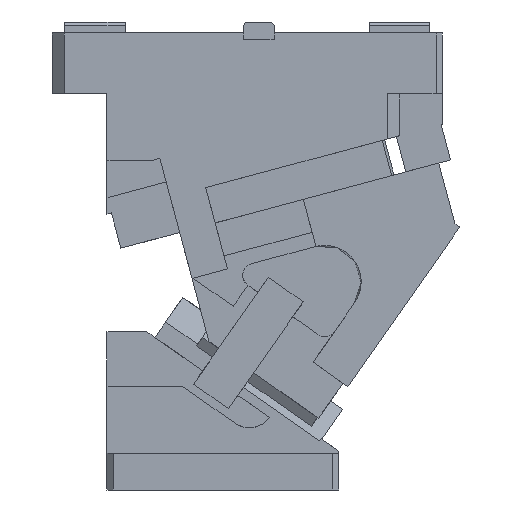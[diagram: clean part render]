
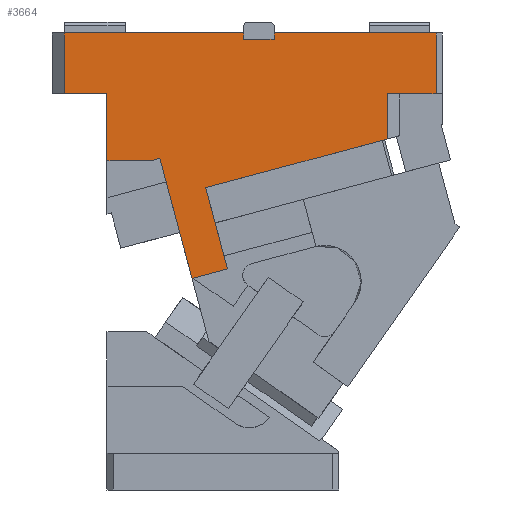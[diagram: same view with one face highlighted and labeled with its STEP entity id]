
A CAD part, front view. The second image highlights one B-rep face of the part: STEP entity #3664.
In plain terms, the highlighted planar face has unit normal (0, -1, 0).
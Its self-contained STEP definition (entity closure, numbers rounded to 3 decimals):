
#2861=CARTESIAN_POINT('Vertex',(0.,-150.,325.)) ;
#2866=CARTESIAN_POINT('Line Origine',(-17.5,-150.,325.)) ;
#2870=CARTESIAN_POINT('Vertex',(-35.,-150.,325.)) ;
#3203=CARTESIAN_POINT('Vertex',(-35.,-150.,375.)) ;
#3206=CARTESIAN_POINT('Line Origine',(38.536,-150.,375.)) ;
#3210=CARTESIAN_POINT('Vertex',(112.072,-150.,375.)) ;
#3493=CARTESIAN_POINT('Vertex',(0.,-150.,270.)) ;
#3496=CARTESIAN_POINT('Line Origine',(0.,-150.,297.5)) ;
#3546=CARTESIAN_POINT('Axis2P3D Location',(80.555,-150.,256.654)) ;
#3551=CARTESIAN_POINT('Line Origine',(124.572,-150.,370.)) ;
#3555=CARTESIAN_POINT('Vertex',(112.072,-150.,370.)) ;
#3557=CARTESIAN_POINT('Vertex',(137.072,-150.,370.)) ;
#3560=CARTESIAN_POINT('Line Origine',(112.072,-150.,372.5)) ;
#3565=CARTESIAN_POINT('Line Origine',(-35.,-150.,350.)) ;
#3570=CARTESIAN_POINT('Line Origine',(17.65,-150.,270.)) ;
#3574=CARTESIAN_POINT('Vertex',(35.301,-150.,270.)) ;
#3577=CARTESIAN_POINT('Line Origine',(39.346,-150.,271.084)) ;
#3581=CARTESIAN_POINT('Vertex',(43.391,-150.,272.168)) ;
#3584=CARTESIAN_POINT('Line Origine',(56.591,-150.,222.906)) ;
#3588=CARTESIAN_POINT('Vertex',(69.79,-150.,173.643)) ;
#3591=CARTESIAN_POINT('Line Origine',(84.279,-150.,177.526)) ;
#3595=CARTESIAN_POINT('Vertex',(98.768,-150.,181.408)) ;
#3598=CARTESIAN_POINT('Line Origine',(89.839,-150.,214.732)) ;
#3602=CARTESIAN_POINT('Vertex',(80.91,-150.,248.057)) ;
#3605=CARTESIAN_POINT('Line Origine',(155.455,-150.,268.031)) ;
#3609=CARTESIAN_POINT('Vertex',(230.,-150.,288.005)) ;
#3612=CARTESIAN_POINT('Line Origine',(230.,-150.,306.503)) ;
#3616=CARTESIAN_POINT('Vertex',(230.,-150.,325.)) ;
#3619=CARTESIAN_POINT('Line Origine',(250.,-150.,325.)) ;
#3623=CARTESIAN_POINT('Vertex',(270.,-150.,325.)) ;
#3626=CARTESIAN_POINT('Line Origine',(270.,-150.,350.)) ;
#3630=CARTESIAN_POINT('Vertex',(270.,-150.,375.)) ;
#3633=CARTESIAN_POINT('Line Origine',(203.536,-150.,375.)) ;
#3637=CARTESIAN_POINT('Vertex',(137.072,-150.,375.)) ;
#3640=CARTESIAN_POINT('Line Origine',(137.072,-150.,372.5)) ;
#2867=DIRECTION('Vector Direction',(1.,0.,0.)) ;
#3207=DIRECTION('Vector Direction',(1.,0.,0.)) ;
#3497=DIRECTION('Vector Direction',(0.,0.,-1.)) ;
#3547=DIRECTION('Axis2P3D Direction',(-0.,-1.,0.)) ;
#3548=DIRECTION('Axis2P3D XDirection',(-0.966,0.,0.259)) ;
#3552=DIRECTION('Vector Direction',(1.,0.,0.)) ;
#3561=DIRECTION('Vector Direction',(0.,0.,-1.)) ;
#3566=DIRECTION('Vector Direction',(0.,0.,1.)) ;
#3571=DIRECTION('Vector Direction',(-1.,0.,0.)) ;
#3578=DIRECTION('Vector Direction',(-0.966,0.,-0.259)) ;
#3585=DIRECTION('Vector Direction',(0.259,0.,-0.966)) ;
#3592=DIRECTION('Vector Direction',(-0.966,0.,-0.259)) ;
#3599=DIRECTION('Vector Direction',(-0.259,0.,0.966)) ;
#3606=DIRECTION('Vector Direction',(-0.966,0.,-0.259)) ;
#3613=DIRECTION('Vector Direction',(0.,0.,1.)) ;
#3620=DIRECTION('Vector Direction',(1.,0.,0.)) ;
#3627=DIRECTION('Vector Direction',(0.,0.,-1.)) ;
#3634=DIRECTION('Vector Direction',(1.,0.,0.)) ;
#3641=DIRECTION('Vector Direction',(0.,0.,-1.)) ;
#3549=AXIS2_PLACEMENT_3D('Plane Axis2P3D',#3546,#3547,#3548) ;
#3646=ORIENTED_EDGE('',*,*,#3559,.F.) ;
#3647=ORIENTED_EDGE('',*,*,#3564,.F.) ;
#3648=ORIENTED_EDGE('',*,*,#3212,.F.) ;
#3649=ORIENTED_EDGE('',*,*,#3569,.F.) ;
#3650=ORIENTED_EDGE('',*,*,#2872,.T.) ;
#3651=ORIENTED_EDGE('',*,*,#3500,.T.) ;
#3652=ORIENTED_EDGE('',*,*,#3576,.F.) ;
#3653=ORIENTED_EDGE('',*,*,#3583,.F.) ;
#3654=ORIENTED_EDGE('',*,*,#3590,.T.) ;
#3655=ORIENTED_EDGE('',*,*,#3597,.T.) ;
#3656=ORIENTED_EDGE('',*,*,#3604,.T.) ;
#3657=ORIENTED_EDGE('',*,*,#3611,.F.) ;
#3658=ORIENTED_EDGE('',*,*,#3618,.T.) ;
#3659=ORIENTED_EDGE('',*,*,#3625,.T.) ;
#3660=ORIENTED_EDGE('',*,*,#3632,.F.) ;
#3661=ORIENTED_EDGE('',*,*,#3639,.F.) ;
#3662=ORIENTED_EDGE('',*,*,#3644,.T.) ;
#2868=VECTOR('Line Direction',#2867,1.) ;
#3208=VECTOR('Line Direction',#3207,1.) ;
#3498=VECTOR('Line Direction',#3497,1.) ;
#3553=VECTOR('Line Direction',#3552,1.) ;
#3562=VECTOR('Line Direction',#3561,1.) ;
#3567=VECTOR('Line Direction',#3566,1.) ;
#3572=VECTOR('Line Direction',#3571,1.) ;
#3579=VECTOR('Line Direction',#3578,1.) ;
#3586=VECTOR('Line Direction',#3585,1.) ;
#3593=VECTOR('Line Direction',#3592,1.) ;
#3600=VECTOR('Line Direction',#3599,1.) ;
#3607=VECTOR('Line Direction',#3606,1.) ;
#3614=VECTOR('Line Direction',#3613,1.) ;
#3621=VECTOR('Line Direction',#3620,1.) ;
#3628=VECTOR('Line Direction',#3627,1.) ;
#3635=VECTOR('Line Direction',#3634,1.) ;
#3642=VECTOR('Line Direction',#3641,1.) ;
#3664=ADVANCED_FACE('CAM HOLDER',(#3663),#3550,.T.) ;
#2872=EDGE_CURVE('',#2871,#2862,#2869,.T.) ;
#3212=EDGE_CURVE('',#3204,#3211,#3209,.T.) ;
#3500=EDGE_CURVE('',#2862,#3494,#3499,.T.) ;
#3559=EDGE_CURVE('',#3556,#3558,#3554,.T.) ;
#3564=EDGE_CURVE('',#3211,#3556,#3563,.T.) ;
#3569=EDGE_CURVE('',#2871,#3204,#3568,.T.) ;
#3576=EDGE_CURVE('',#3575,#3494,#3573,.T.) ;
#3583=EDGE_CURVE('',#3582,#3575,#3580,.T.) ;
#3590=EDGE_CURVE('',#3582,#3589,#3587,.T.) ;
#3597=EDGE_CURVE('',#3589,#3596,#3594,.F.) ;
#3604=EDGE_CURVE('',#3596,#3603,#3601,.T.) ;
#3611=EDGE_CURVE('',#3610,#3603,#3608,.T.) ;
#3618=EDGE_CURVE('',#3610,#3617,#3615,.T.) ;
#3625=EDGE_CURVE('',#3617,#3624,#3622,.T.) ;
#3632=EDGE_CURVE('',#3631,#3624,#3629,.T.) ;
#3639=EDGE_CURVE('',#3638,#3631,#3636,.T.) ;
#3644=EDGE_CURVE('',#3638,#3558,#3643,.T.) ;
#3645=EDGE_LOOP('',(#3646,#3647,#3648,#3649,#3650,#3651,#3652,#3653,#3654,#3655,#3656,#3657,#3658,#3659,#3660,#3661,#3662)) ;
#3663=FACE_OUTER_BOUND('',#3645,.T.) ;
#2869=LINE('Line',#2866,#2868) ;
#3209=LINE('Line',#3206,#3208) ;
#3499=LINE('Line',#3496,#3498) ;
#3554=LINE('Line',#3551,#3553) ;
#3563=LINE('Line',#3560,#3562) ;
#3568=LINE('Line',#3565,#3567) ;
#3573=LINE('Line',#3570,#3572) ;
#3580=LINE('Line',#3577,#3579) ;
#3587=LINE('Line',#3584,#3586) ;
#3594=LINE('Line',#3591,#3593) ;
#3601=LINE('Line',#3598,#3600) ;
#3608=LINE('Line',#3605,#3607) ;
#3615=LINE('Line',#3612,#3614) ;
#3622=LINE('Line',#3619,#3621) ;
#3629=LINE('Line',#3626,#3628) ;
#3636=LINE('Line',#3633,#3635) ;
#3643=LINE('Line',#3640,#3642) ;
#3550=PLANE('Plane',#3549) ;
#2862=VERTEX_POINT('',#2861) ;
#2871=VERTEX_POINT('',#2870) ;
#3204=VERTEX_POINT('',#3203) ;
#3211=VERTEX_POINT('',#3210) ;
#3494=VERTEX_POINT('',#3493) ;
#3556=VERTEX_POINT('',#3555) ;
#3558=VERTEX_POINT('',#3557) ;
#3575=VERTEX_POINT('',#3574) ;
#3582=VERTEX_POINT('',#3581) ;
#3589=VERTEX_POINT('',#3588) ;
#3596=VERTEX_POINT('',#3595) ;
#3603=VERTEX_POINT('',#3602) ;
#3610=VERTEX_POINT('',#3609) ;
#3617=VERTEX_POINT('',#3616) ;
#3624=VERTEX_POINT('',#3623) ;
#3631=VERTEX_POINT('',#3630) ;
#3638=VERTEX_POINT('',#3637) ;
